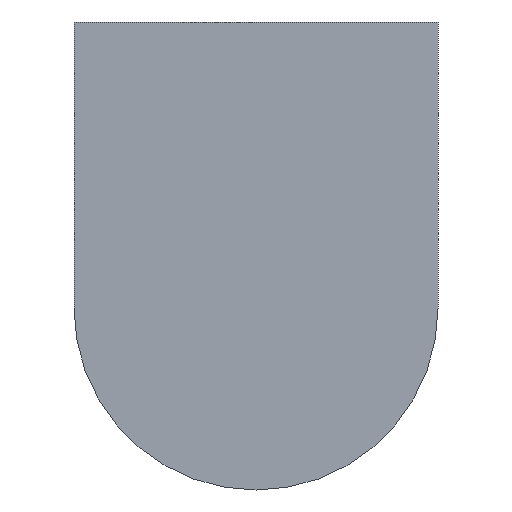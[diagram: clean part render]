
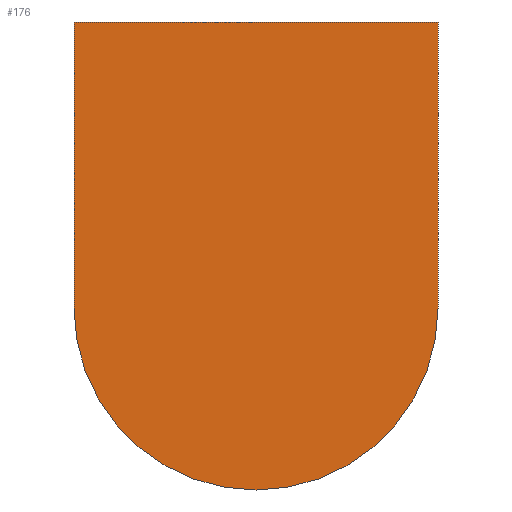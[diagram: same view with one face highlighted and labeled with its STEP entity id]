
A CAD part, front view. The second image highlights one B-rep face of the part: STEP entity #176.
In plain terms, the highlighted planar face has unit normal (0, -1, 0).
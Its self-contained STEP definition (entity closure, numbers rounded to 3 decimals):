
#176=ADVANCED_FACE('',(#188),#189,.F.);
#188=FACE_OUTER_BOUND('',#200,.T.);
#189=PLANE('',#201);
#200=EDGE_LOOP('',(#237,#238,#239,#240));
#201=AXIS2_PLACEMENT_3D('',#241,#242,#243);
#237=ORIENTED_EDGE('',*,*,#253,.F.);
#238=ORIENTED_EDGE('',*,*,#244,.F.);
#239=ORIENTED_EDGE('',*,*,#251,.F.);
#240=ORIENTED_EDGE('',*,*,#255,.F.);
#241=CARTESIAN_POINT('',(0.,-285.0,-5.0));
#242=DIRECTION('',(0.0,1.0,0.0));
#243=DIRECTION('',(0.0,0.0,1.0));
#244=EDGE_CURVE('',#256,#257,#258,.T.);
#251=EDGE_CURVE('',#269,#256,#270,.T.);
#253=EDGE_CURVE('',#257,#272,#273,.T.);
#255=EDGE_CURVE('',#272,#269,#275,.T.);
#256=VERTEX_POINT('',#276);
#257=VERTEX_POINT('',#277);
#258=CIRCLE('',#278,17.5);
#269=VERTEX_POINT('',#294);
#270=LINE('',#295,#296);
#272=VERTEX_POINT('',#299);
#273=LINE('',#300,#301);
#275=LINE('',#304,#305);
#276=CARTESIAN_POINT('',(17.5,-285.0,-5.0));
#277=CARTESIAN_POINT('',(-17.5,-285.0,-5.0));
#278=AXIS2_PLACEMENT_3D('',#306,#307,#308);
#294=CARTESIAN_POINT('',(17.5,-285.0,22.5));
#295=CARTESIAN_POINT('',(17.5,-285.0,22.5));
#296=VECTOR('',#317,1.0);
#299=CARTESIAN_POINT('',(-17.5,-285.0,22.5));
#300=CARTESIAN_POINT('',(-17.5,-285.0,-5.0));
#301=VECTOR('',#319,1.0);
#304=CARTESIAN_POINT('',(-17.5,-285.0,22.5));
#305=VECTOR('',#321,1.0);
#306=CARTESIAN_POINT('',(0.,-285.0,-5.0));
#307=DIRECTION('',(0.0,1.0,0.0));
#308=DIRECTION('',(0.0,0.0,1.0));
#317=DIRECTION('',(0.,0.0,-1.0));
#319=DIRECTION('',(0.,0.0,1.0));
#321=DIRECTION('',(1.0,0.0,0.));
